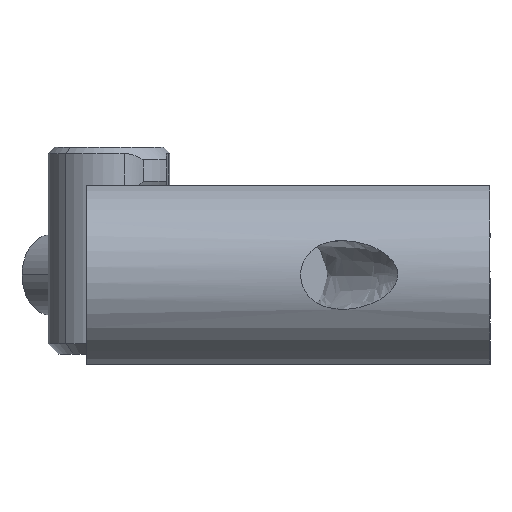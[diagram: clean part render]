
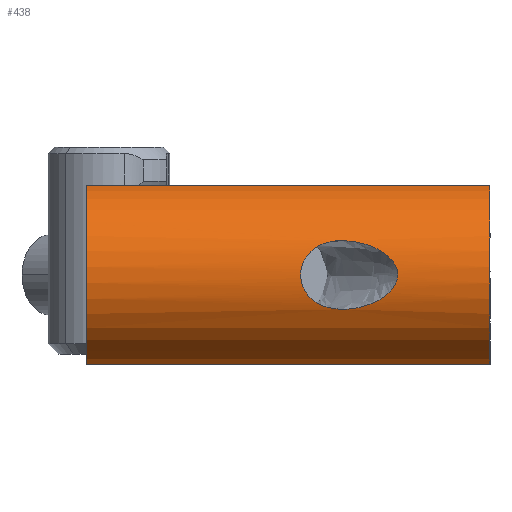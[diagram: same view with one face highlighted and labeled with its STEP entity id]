
A CAD part, left-side view. The second image highlights one B-rep face of the part: STEP entity #438.
In plain terms, the highlighted cylindrical face has radius 9 mm (diameter 18 mm), a partial arc.
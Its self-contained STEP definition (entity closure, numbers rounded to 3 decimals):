
#162=CARTESIAN_POINT('',(16.676,20.,4.514));
#163=VERTEX_POINT('',#162);
#164=CARTESIAN_POINT('',(16.676,20.,4.514));
#165=CARTESIAN_POINT('',(16.676,19.471,3.985));
#166=CARTESIAN_POINT('',(16.806,18.936,3.373));
#167=CARTESIAN_POINT('',(17.055,18.46,2.775));
#168=CARTESIAN_POINT('',(17.218,18.148,2.384));
#169=CARTESIAN_POINT('',(17.431,17.861,1.999));
#170=CARTESIAN_POINT('',(17.69,17.611,1.652));
#171=CARTESIAN_POINT('',(17.808,17.496,1.493));
#172=CARTESIAN_POINT('',(17.934,17.391,1.344));
#173=CARTESIAN_POINT('',(18.079,17.288,1.196));
#174=CARTESIAN_POINT('',(18.353,17.094,0.917));
#175=CARTESIAN_POINT('',(18.69,16.92,0.658));
#176=CARTESIAN_POINT('',(19.071,16.809,0.492));
#177=CARTESIAN_POINT('',(19.338,16.731,0.375));
#178=CARTESIAN_POINT('',(19.625,16.685,0.304));
#179=CARTESIAN_POINT('',(19.919,16.677,0.293));
#180=CARTESIAN_POINT('',(20.217,16.67,0.282));
#181=CARTESIAN_POINT('',(20.515,16.704,0.334));
#182=CARTESIAN_POINT('',(20.792,16.772,0.436));
#183=CARTESIAN_POINT('',(21.124,16.854,0.559));
#184=CARTESIAN_POINT('',(21.427,16.983,0.753));
#185=CARTESIAN_POINT('',(21.687,17.137,0.977));
#186=CARTESIAN_POINT('',(21.841,17.227,1.109));
#187=CARTESIAN_POINT('',(21.98,17.326,1.251));
#188=CARTESIAN_POINT('',(22.103,17.426,1.394));
#189=CARTESIAN_POINT('',(22.218,17.521,1.527));
#190=CARTESIAN_POINT('',(22.324,17.62,1.666));
#191=CARTESIAN_POINT('',(22.424,17.726,1.811));
#192=CARTESIAN_POINT('',(22.734,18.056,2.264));
#193=CARTESIAN_POINT('',(22.97,18.443,2.769));
#194=CARTESIAN_POINT('',(23.122,18.86,3.265));
#195=CARTESIAN_POINT('',(23.203,19.083,3.531));
#196=CARTESIAN_POINT('',(23.261,19.315,3.794));
#197=CARTESIAN_POINT('',(23.293,19.549,4.046));
#198=CARTESIAN_POINT('',(23.312,19.691,4.199));
#199=CARTESIAN_POINT('',(23.322,19.835,4.349));
#200=CARTESIAN_POINT('',(23.323,19.978,4.492));
#201=CARTESIAN_POINT('',(23.324,20.115,4.63));
#202=CARTESIAN_POINT('',(23.317,20.258,4.769));
#203=CARTESIAN_POINT('',(23.299,20.407,4.907));
#204=CARTESIAN_POINT('',(23.256,20.751,5.228));
#205=CARTESIAN_POINT('',(23.154,21.12,5.539));
#206=CARTESIAN_POINT('',(22.979,21.475,5.806));
#207=CARTESIAN_POINT('',(22.836,21.761,6.023));
#208=CARTESIAN_POINT('',(22.646,22.038,6.211));
#209=CARTESIAN_POINT('',(22.417,22.282,6.364));
#210=CARTESIAN_POINT('',(22.298,22.407,6.443));
#211=CARTESIAN_POINT('',(22.167,22.527,6.514));
#212=CARTESIAN_POINT('',(22.02,22.639,6.578));
#213=CARTESIAN_POINT('',(21.707,22.879,6.716));
#214=CARTESIAN_POINT('',(21.328,23.076,6.816));
#215=CARTESIAN_POINT('',(20.925,23.192,6.874));
#216=CARTESIAN_POINT('',(20.63,23.278,6.917));
#217=CARTESIAN_POINT('',(20.324,23.321,6.937));
#218=CARTESIAN_POINT('',(20.028,23.323,6.938));
#219=CARTESIAN_POINT('',(19.824,23.325,6.939));
#220=CARTESIAN_POINT('',(19.616,23.308,6.931));
#221=CARTESIAN_POINT('',(19.408,23.27,6.913));
#222=CARTESIAN_POINT('',(18.975,23.192,6.875));
#223=CARTESIAN_POINT('',(18.551,23.022,6.792));
#224=CARTESIAN_POINT('',(18.193,22.789,6.663));
#225=CARTESIAN_POINT('',(17.992,22.659,6.591));
#226=CARTESIAN_POINT('',(17.812,22.511,6.506));
#227=CARTESIAN_POINT('',(17.656,22.357,6.41));
#228=CARTESIAN_POINT('',(17.524,22.225,6.329));
#229=CARTESIAN_POINT('',(17.403,22.082,6.237));
#230=CARTESIAN_POINT('',(17.296,21.932,6.135));
#231=CARTESIAN_POINT('',(17.033,21.564,5.884));
#232=CARTESIAN_POINT('',(16.857,21.154,5.569));
#233=CARTESIAN_POINT('',(16.764,20.758,5.224));
#234=CARTESIAN_POINT('',(16.702,20.494,4.994));
#235=CARTESIAN_POINT('',(16.676,20.237,4.751));
#236=CARTESIAN_POINT('',(16.676,20.,4.514));
#237=B_SPLINE_CURVE_WITH_KNOTS('',3,(#164,#165,#166,#167,#168,#169,#170,#171,#172,#173,#174,#175,#176,#177,#178,#179,#180,#181,#182,#183,#184,#185,#186,#187,#188,#189,#190,#191,#192,#193,#194,#195,#196,#197,#198,#199,#200,#201,#202,#203,#204,#205,#206,#207,#208,#209,#210,#211,#212,#213,#214,#215,#216,#217,#218,#219,#220,#221,#222,#223,#224,#225,#226,#227,#228,#229,#230,#231,#232,#233,#234,#235,#236),.UNSPECIFIED.,.T.,.U.,(4,3,3,3,3,3,3,3,3,3,3,3,3,3,3,3,3,3,3,3,3,3,3,3,4),(0.0,0.225,0.372,0.439,0.565,0.654,0.743,0.851,0.914,0.974,1.16,1.26,1.32,1.379,1.514,1.624,1.68,1.801,1.89,1.951,2.079,2.15,2.211,2.361,2.462),.UNSPECIFIED.);
#238=EDGE_CURVE('',#163,#163,#237,.T.);
#394=CARTESIAN_POINT('',(20.,32.962,29.305));
#395=DIRECTION('',(0.,-0.707,-0.707));
#396=DIRECTION('',(0.963,0.191,-0.191));
#397=AXIS2_PLACEMENT_3D('',#394,#395,#396);
#398=CYLINDRICAL_SURFACE('',#397,9.);
#399=CARTESIAN_POINT('',(28.664,5.728,-1.373));
#400=VERTEX_POINT('',#399);
#401=CARTESIAN_POINT('',(11.336,5.728,-1.373));
#402=VERTEX_POINT('',#401);
#403=CARTESIAN_POINT('',(20.,4.006,0.349));
#404=DIRECTION('',(0.,0.707,0.707));
#405=DIRECTION('',(0.963,0.191,-0.191));
#406=AXIS2_PLACEMENT_3D('',#403,#404,#405);
#407=CIRCLE('',#406,9.);
#408=EDGE_CURVE('',#400,#402,#407,.T.);
#409=ORIENTED_EDGE('',*,*,#408,.T.);
#410=CARTESIAN_POINT('',(11.336,33.305,26.204));
#411=VERTEX_POINT('',#410);
#412=CARTESIAN_POINT('',(11.336,33.305,26.204));
#413=DIRECTION('',(0.,-0.707,-0.707));
#414=VECTOR('',#413,39.);
#415=LINE('',#412,#414);
#416=EDGE_CURVE('',#411,#402,#415,.T.);
#417=ORIENTED_EDGE('',*,*,#416,.F.);
#418=CARTESIAN_POINT('',(28.664,33.305,26.204));
#419=VERTEX_POINT('',#418);
#420=CARTESIAN_POINT('',(20.,31.583,27.926));
#421=DIRECTION('',(0.,0.707,0.707));
#422=DIRECTION('',(0.963,0.191,-0.191));
#423=AXIS2_PLACEMENT_3D('',#420,#421,#422);
#424=CIRCLE('',#423,9.);
#425=EDGE_CURVE('',#419,#411,#424,.T.);
#426=ORIENTED_EDGE('',*,*,#425,.F.);
#427=CARTESIAN_POINT('',(28.664,33.305,26.204));
#428=DIRECTION('',(0.,-0.707,-0.707));
#429=VECTOR('',#428,39.);
#430=LINE('',#427,#429);
#431=EDGE_CURVE('',#419,#400,#430,.T.);
#432=ORIENTED_EDGE('',*,*,#431,.T.);
#433=EDGE_LOOP('',(#409,#417,#426,#432));
#434=FACE_OUTER_BOUND('',#433,.T.);
#435=ORIENTED_EDGE('',*,*,#238,.T.);
#436=EDGE_LOOP('',(#435));
#437=FACE_BOUND('',#436,.T.);
#438=ADVANCED_FACE('',(#434,#437),#398,.T.);
